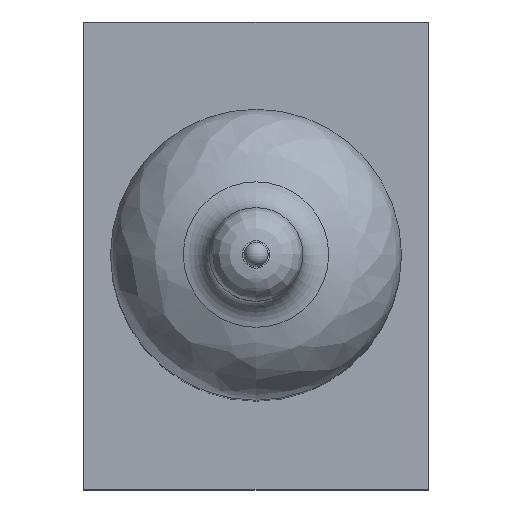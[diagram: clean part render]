
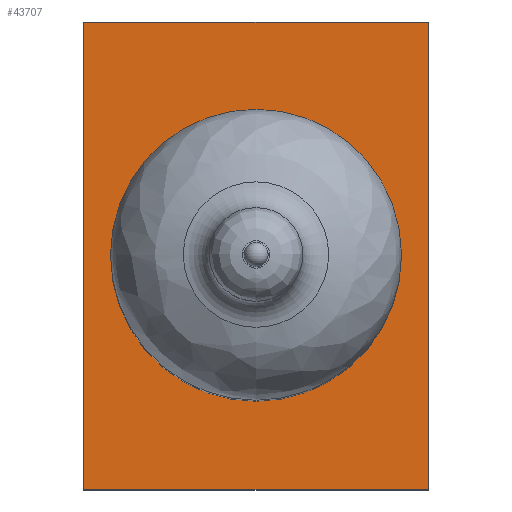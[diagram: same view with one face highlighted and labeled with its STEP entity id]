
A CAD part, top view. The second image highlights one B-rep face of the part: STEP entity #43707.
In plain terms, the highlighted planar face has unit normal (0, 0, 1).
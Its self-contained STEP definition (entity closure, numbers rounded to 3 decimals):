
#396=FACE_BOUND('',#4999,.T.);
#397=FACE_BOUND('',#5000,.T.);
#398=FACE_BOUND('',#5001,.T.);
#399=FACE_BOUND('',#5002,.T.);
#400=FACE_BOUND('',#5003,.T.);
#401=FACE_BOUND('',#5004,.T.);
#402=FACE_BOUND('',#5005,.T.);
#403=FACE_BOUND('',#5006,.T.);
#404=FACE_BOUND('',#5007,.T.);
#405=FACE_BOUND('',#5008,.T.);
#406=FACE_BOUND('',#5009,.T.);
#407=FACE_BOUND('',#5010,.T.);
#408=FACE_BOUND('',#5011,.T.);
#409=FACE_BOUND('',#5012,.T.);
#410=FACE_BOUND('',#5013,.T.);
#411=FACE_BOUND('',#5014,.T.);
#839=PLANE('',#46343);
#2721=FACE_OUTER_BOUND('',#4998,.T.);
#4998=EDGE_LOOP('',(#30235,#30236,#30237,#30238));
#4999=EDGE_LOOP('',(#30239));
#5000=EDGE_LOOP('',(#30240));
#5001=EDGE_LOOP('',(#30241));
#5002=EDGE_LOOP('',(#30242));
#5003=EDGE_LOOP('',(#30243));
#5004=EDGE_LOOP('',(#30244));
#5005=EDGE_LOOP('',(#30245));
#5006=EDGE_LOOP('',(#30246));
#5007=EDGE_LOOP('',(#30247));
#5008=EDGE_LOOP('',(#30248));
#5009=EDGE_LOOP('',(#30249));
#5010=EDGE_LOOP('',(#30250));
#5011=EDGE_LOOP('',(#30251));
#5012=EDGE_LOOP('',(#30252));
#5013=EDGE_LOOP('',(#30253));
#5014=EDGE_LOOP('',(#30254));
#7712=LINE('',#61634,#13175);
#7715=LINE('',#61640,#13178);
#7718=LINE('',#61646,#13181);
#7721=LINE('',#61650,#13184);
#13175=VECTOR('',#49669,10.);
#13178=VECTOR('',#49674,10.);
#13181=VECTOR('',#49679,10.);
#13184=VECTOR('',#49684,10.);
#18621=CIRCLE('',#46293,0.42);
#18623=CIRCLE('',#46296,0.42);
#18625=CIRCLE('',#46299,0.42);
#18627=CIRCLE('',#46302,0.42);
#18629=CIRCLE('',#46305,0.42);
#18631=CIRCLE('',#46308,0.42);
#18633=CIRCLE('',#46311,0.42);
#18635=CIRCLE('',#46314,0.175);
#18637=CIRCLE('',#46317,0.175);
#18639=CIRCLE('',#46320,0.42);
#18641=CIRCLE('',#46323,0.42);
#18643=CIRCLE('',#46326,0.175);
#18645=CIRCLE('',#46329,0.42);
#18647=CIRCLE('',#46332,0.42);
#18649=CIRCLE('',#46335,0.42);
#18651=CIRCLE('',#46338,0.42);
#19542=VERTEX_POINT('',#61534);
#19544=VERTEX_POINT('',#61540);
#19546=VERTEX_POINT('',#61546);
#19548=VERTEX_POINT('',#61552);
#19550=VERTEX_POINT('',#61558);
#19552=VERTEX_POINT('',#61564);
#19554=VERTEX_POINT('',#61570);
#19556=VERTEX_POINT('',#61576);
#19558=VERTEX_POINT('',#61582);
#19560=VERTEX_POINT('',#61588);
#19562=VERTEX_POINT('',#61594);
#19564=VERTEX_POINT('',#61600);
#19566=VERTEX_POINT('',#61606);
#19568=VERTEX_POINT('',#61612);
#19570=VERTEX_POINT('',#61618);
#19572=VERTEX_POINT('',#61624);
#19575=VERTEX_POINT('',#61631);
#19576=VERTEX_POINT('',#61633);
#19578=VERTEX_POINT('',#61639);
#19580=VERTEX_POINT('',#61645);
#23709=EDGE_CURVE('',#19542,#19542,#18621,.T.);
#23712=EDGE_CURVE('',#19544,#19544,#18623,.T.);
#23715=EDGE_CURVE('',#19546,#19546,#18625,.T.);
#23718=EDGE_CURVE('',#19548,#19548,#18627,.T.);
#23721=EDGE_CURVE('',#19550,#19550,#18629,.T.);
#23724=EDGE_CURVE('',#19552,#19552,#18631,.T.);
#23727=EDGE_CURVE('',#19554,#19554,#18633,.T.);
#23730=EDGE_CURVE('',#19556,#19556,#18635,.T.);
#23733=EDGE_CURVE('',#19558,#19558,#18637,.T.);
#23736=EDGE_CURVE('',#19560,#19560,#18639,.T.);
#23739=EDGE_CURVE('',#19562,#19562,#18641,.T.);
#23742=EDGE_CURVE('',#19564,#19564,#18643,.T.);
#23745=EDGE_CURVE('',#19566,#19566,#18645,.T.);
#23748=EDGE_CURVE('',#19568,#19568,#18647,.T.);
#23751=EDGE_CURVE('',#19570,#19570,#18649,.T.);
#23754=EDGE_CURVE('',#19572,#19572,#18651,.T.);
#23757=EDGE_CURVE('',#19576,#19575,#7712,.T.);
#23760=EDGE_CURVE('',#19578,#19576,#7715,.T.);
#23763=EDGE_CURVE('',#19580,#19578,#7718,.T.);
#23766=EDGE_CURVE('',#19575,#19580,#7721,.T.);
#30235=ORIENTED_EDGE('',*,*,#23766,.T.);
#30236=ORIENTED_EDGE('',*,*,#23763,.T.);
#30237=ORIENTED_EDGE('',*,*,#23760,.T.);
#30238=ORIENTED_EDGE('',*,*,#23757,.T.);
#30239=ORIENTED_EDGE('',*,*,#23709,.T.);
#30240=ORIENTED_EDGE('',*,*,#23712,.T.);
#30241=ORIENTED_EDGE('',*,*,#23715,.T.);
#30242=ORIENTED_EDGE('',*,*,#23718,.T.);
#30243=ORIENTED_EDGE('',*,*,#23721,.T.);
#30244=ORIENTED_EDGE('',*,*,#23724,.T.);
#30245=ORIENTED_EDGE('',*,*,#23727,.T.);
#30246=ORIENTED_EDGE('',*,*,#23730,.T.);
#30247=ORIENTED_EDGE('',*,*,#23733,.T.);
#30248=ORIENTED_EDGE('',*,*,#23736,.T.);
#30249=ORIENTED_EDGE('',*,*,#23739,.T.);
#30250=ORIENTED_EDGE('',*,*,#23742,.T.);
#30251=ORIENTED_EDGE('',*,*,#23745,.T.);
#30252=ORIENTED_EDGE('',*,*,#23748,.T.);
#30253=ORIENTED_EDGE('',*,*,#23751,.T.);
#30254=ORIENTED_EDGE('',*,*,#23754,.T.);
#43707=ADVANCED_FACE('',(#2721,#396,#397,#398,#399,#400,#401,#402,#403,
#404,#405,#406,#407,#408,#409,#410,#411),#839,.T.);
#46293=AXIS2_PLACEMENT_3D('',#61536,#49558,#49559);
#46296=AXIS2_PLACEMENT_3D('',#61542,#49565,#49566);
#46299=AXIS2_PLACEMENT_3D('',#61548,#49572,#49573);
#46302=AXIS2_PLACEMENT_3D('',#61554,#49579,#49580);
#46305=AXIS2_PLACEMENT_3D('',#61560,#49586,#49587);
#46308=AXIS2_PLACEMENT_3D('',#61566,#49593,#49594);
#46311=AXIS2_PLACEMENT_3D('',#61572,#49600,#49601);
#46314=AXIS2_PLACEMENT_3D('',#61578,#49607,#49608);
#46317=AXIS2_PLACEMENT_3D('',#61584,#49614,#49615);
#46320=AXIS2_PLACEMENT_3D('',#61590,#49621,#49622);
#46323=AXIS2_PLACEMENT_3D('',#61596,#49628,#49629);
#46326=AXIS2_PLACEMENT_3D('',#61602,#49635,#49636);
#46329=AXIS2_PLACEMENT_3D('',#61608,#49642,#49643);
#46332=AXIS2_PLACEMENT_3D('',#61614,#49649,#49650);
#46335=AXIS2_PLACEMENT_3D('',#61620,#49656,#49657);
#46338=AXIS2_PLACEMENT_3D('',#61626,#49663,#49664);
#46343=AXIS2_PLACEMENT_3D('',#61651,#49685,#49686);
#49558=DIRECTION('center_axis',(0.,0.,-1.));
#49559=DIRECTION('ref_axis',(1.,0.,0.));
#49565=DIRECTION('center_axis',(0.,0.,-1.));
#49566=DIRECTION('ref_axis',(1.,0.,0.));
#49572=DIRECTION('center_axis',(0.,0.,-1.));
#49573=DIRECTION('ref_axis',(1.,0.,0.));
#49579=DIRECTION('center_axis',(0.,0.,-1.));
#49580=DIRECTION('ref_axis',(1.,0.,0.));
#49586=DIRECTION('center_axis',(0.,0.,-1.));
#49587=DIRECTION('ref_axis',(1.,0.,0.));
#49593=DIRECTION('center_axis',(0.,0.,-1.));
#49594=DIRECTION('ref_axis',(1.,0.,0.));
#49600=DIRECTION('center_axis',(0.,0.,-1.));
#49601=DIRECTION('ref_axis',(1.,0.,0.));
#49607=DIRECTION('center_axis',(0.,0.,-1.));
#49608=DIRECTION('ref_axis',(1.,0.,0.));
#49614=DIRECTION('center_axis',(0.,0.,-1.));
#49615=DIRECTION('ref_axis',(1.,0.,0.));
#49621=DIRECTION('center_axis',(0.,0.,-1.));
#49622=DIRECTION('ref_axis',(1.,0.,0.));
#49628=DIRECTION('center_axis',(0.,0.,-1.));
#49629=DIRECTION('ref_axis',(1.,0.,0.));
#49635=DIRECTION('center_axis',(0.,0.,-1.));
#49636=DIRECTION('ref_axis',(1.,0.,0.));
#49642=DIRECTION('center_axis',(0.,0.,-1.));
#49643=DIRECTION('ref_axis',(1.,0.,0.));
#49649=DIRECTION('center_axis',(0.,0.,-1.));
#49650=DIRECTION('ref_axis',(1.,0.,0.));
#49656=DIRECTION('center_axis',(0.,0.,-1.));
#49657=DIRECTION('ref_axis',(1.,0.,0.));
#49663=DIRECTION('center_axis',(0.,0.,-1.));
#49664=DIRECTION('ref_axis',(1.,0.,0.));
#49669=DIRECTION('',(0.,-1.,0.));
#49674=DIRECTION('',(-1.,0.,0.));
#49679=DIRECTION('',(0.,1.,0.));
#49684=DIRECTION('',(1.,0.,0.));
#49685=DIRECTION('center_axis',(0.,0.,1.));
#49686=DIRECTION('ref_axis',(1.,0.,0.));
#61534=CARTESIAN_POINT('',(-5.514,-3.516,1.57));
#61536=CARTESIAN_POINT('Origin',(-5.094,-3.516,1.57));
#61540=CARTESIAN_POINT('',(5.368,2.195,1.57));
#61542=CARTESIAN_POINT('Origin',(5.788,2.195,1.57));
#61546=CARTESIAN_POINT('',(1.061,6.01,1.57));
#61548=CARTESIAN_POINT('Origin',(1.481,6.01,1.57));
#61552=CARTESIAN_POINT('',(-4.525,4.633,1.57));
#61554=CARTESIAN_POINT('Origin',(-4.105,4.633,1.57));
#61558=CARTESIAN_POINT('',(-6.208,2.195,1.57));
#61560=CARTESIAN_POINT('Origin',(-5.788,2.195,1.57));
#61564=CARTESIAN_POINT('',(4.674,-3.516,1.57));
#61566=CARTESIAN_POINT('Origin',(5.094,-3.516,1.57));
#61570=CARTESIAN_POINT('',(-0.42,-6.19,1.57));
#61572=CARTESIAN_POINT('Origin',(0.,-6.19,1.57));
#61576=CARTESIAN_POINT('',(0.841,-3.048,1.57));
#61578=CARTESIAN_POINT('Origin',(1.016,-3.048,1.57));
#61582=CARTESIAN_POINT('',(-1.191,8.128,1.57));
#61584=CARTESIAN_POINT('Origin',(-1.016,8.128,1.57));
#61588=CARTESIAN_POINT('',(2.457,-5.481,1.57));
#61590=CARTESIAN_POINT('Origin',(2.877,-5.481,1.57));
#61594=CARTESIAN_POINT('',(-6.565,-0.746,1.57));
#61596=CARTESIAN_POINT('Origin',(-6.145,-0.746,1.57));
#61600=CARTESIAN_POINT('',(3.635,6.35,1.57));
#61602=CARTESIAN_POINT('Origin',(3.81,6.35,1.57));
#61606=CARTESIAN_POINT('',(-1.901,6.01,1.57));
#61608=CARTESIAN_POINT('Origin',(-1.481,6.01,1.57));
#61612=CARTESIAN_POINT('',(3.685,4.633,1.57));
#61614=CARTESIAN_POINT('Origin',(4.105,4.633,1.57));
#61618=CARTESIAN_POINT('',(5.725,-0.746,1.57));
#61620=CARTESIAN_POINT('Origin',(6.145,-0.746,1.57));
#61624=CARTESIAN_POINT('',(-3.297,-5.481,1.57));
#61626=CARTESIAN_POINT('Origin',(-2.877,-5.481,1.57));
#61631=CARTESIAN_POINT('',(-10.668,-14.478,1.57));
#61633=CARTESIAN_POINT('',(-10.668,14.478,1.57));
#61634=CARTESIAN_POINT('',(-10.668,-14.478,1.57));
#61639=CARTESIAN_POINT('',(10.668,14.478,1.57));
#61640=CARTESIAN_POINT('',(-10.668,14.478,1.57));
#61645=CARTESIAN_POINT('',(10.668,-14.478,1.57));
#61646=CARTESIAN_POINT('',(10.668,14.478,1.57));
#61650=CARTESIAN_POINT('',(10.668,-14.478,1.57));
#61651=CARTESIAN_POINT('Origin',(0.,0.,1.57));
